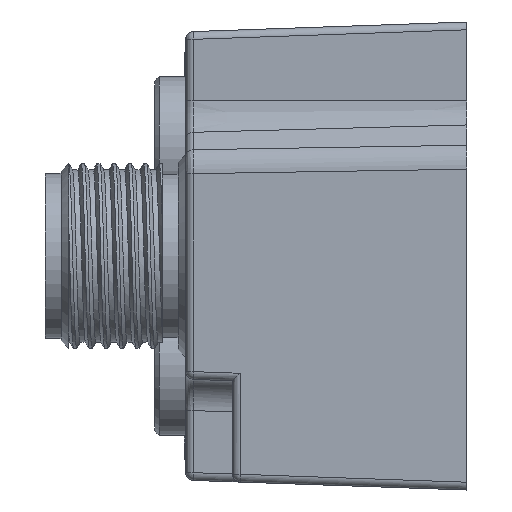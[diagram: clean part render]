
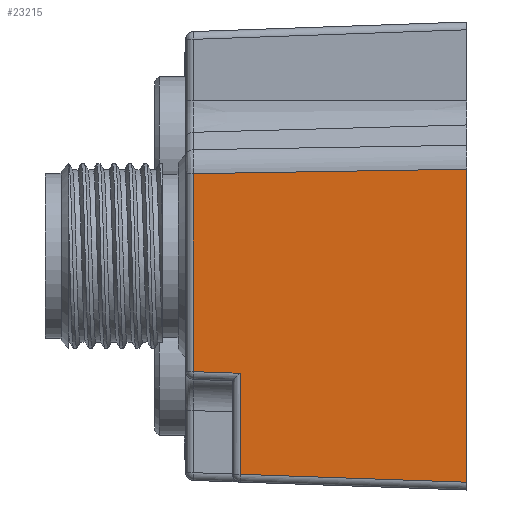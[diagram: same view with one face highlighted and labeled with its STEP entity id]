
A CAD part, left-side view. The second image highlights one B-rep face of the part: STEP entity #23215.
In plain terms, the highlighted planar face has unit normal (-0.999, 0.035, 0).
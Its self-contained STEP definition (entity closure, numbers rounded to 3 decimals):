
#2546=DIRECTION('',(0.,0.,-1.));
#2547=VECTOR('',#2546,20.064);
#2548=CARTESIAN_POINT('',(-43.,-10.,5.564));
#2549=LINE('',#2548,#2547);
#2657=DIRECTION('',(-0.035,-0.999,-0.035));
#2658=VECTOR('',#2657,14.535);
#2659=CARTESIAN_POINT('',(-42.493,4.517,
-13.993));
#2660=LINE('',#2659,#2658);
#2661=DIRECTION('',(-0.035,-0.999,-0.035));
#2662=VECTOR('',#2661,3.004);
#2663=CARTESIAN_POINT('',(-42.388,7.517,
-7.412));
#2664=LINE('',#2663,#2662);
#2665=DIRECTION('',(0.035,0.999,-0.016));
#2666=VECTOR('',#2665,17.53);
#2667=CARTESIAN_POINT('',(-43.,-10.,5.564));
#2668=LINE('',#2667,#2666);
#3722=CARTESIAN_POINT('',(-42.493,4.517,
-7.517));
#3731=DIRECTION('',(0.,0.,1.));
#3732=VECTOR('',#3731,6.476);
#3733=CARTESIAN_POINT('',(-42.493,4.517,
-13.993));
#3734=LINE('',#3733,#3732);
#3830=DIRECTION('',(0.,0.,1.));
#3831=VECTOR('',#3830,12.69);
#3832=CARTESIAN_POINT('',(-42.388,7.517,
-7.412));
#3833=LINE('',#3832,#3831);
#18304=VERTEX_POINT('',#3722);
#18313=CARTESIAN_POINT('',(-42.388,7.517,
-7.412));
#18315=VERTEX_POINT('',#18313);
#20054=CARTESIAN_POINT('',(-42.493,4.517,
-13.993));
#20055=VERTEX_POINT('',#20054);
#20808=CARTESIAN_POINT('',(-43.,-10.,5.564));
#20809=CARTESIAN_POINT('',(-43.,-10.,-14.5));
#20810=VERTEX_POINT('',#20808);
#20811=VERTEX_POINT('',#20809);
#21381=CARTESIAN_POINT('',(-42.388,7.517,
5.277));
#21383=VERTEX_POINT('',#21381);
#23198=CARTESIAN_POINT('',(-43.,-10.,-15.));
#23199=DIRECTION('',(-0.999,0.035,0.));
#23200=DIRECTION('',(0.,0.,1.));
#23201=AXIS2_PLACEMENT_3D('',#23198,#23199,#23200);
#23202=PLANE('',#23201);
#23203=ORIENTED_EDGE('',*,*,#23089,.T.);
#23205=ORIENTED_EDGE('',*,*,#23204,.F.);
#23207=ORIENTED_EDGE('',*,*,#23206,.T.);
#23209=ORIENTED_EDGE('',*,*,#23208,.F.);
#23211=ORIENTED_EDGE('',*,*,#23210,.T.);
#23212=ORIENTED_EDGE('',*,*,#23191,.F.);
#23213=EDGE_LOOP('',(#23203,#23205,#23207,#23209,#23211,#23212));
#23214=FACE_OUTER_BOUND('',#23213,.F.);
#23215=ADVANCED_FACE('',(#23214),#23202,.T.);
#23089=EDGE_CURVE('',#20810,#20811,#2549,.T.);
#23191=EDGE_CURVE('',#20810,#21383,#2668,.T.);
#23204=EDGE_CURVE('',#20055,#20811,#2660,.T.);
#23206=EDGE_CURVE('',#20055,#18304,#3734,.T.);
#23208=EDGE_CURVE('',#18315,#18304,#2664,.T.);
#23210=EDGE_CURVE('',#18315,#21383,#3833,.T.);
